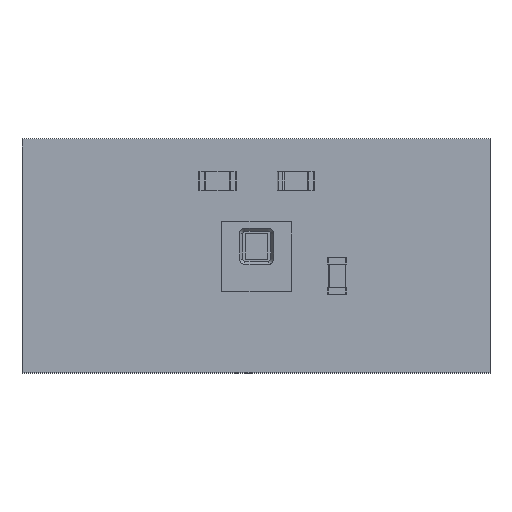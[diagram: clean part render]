
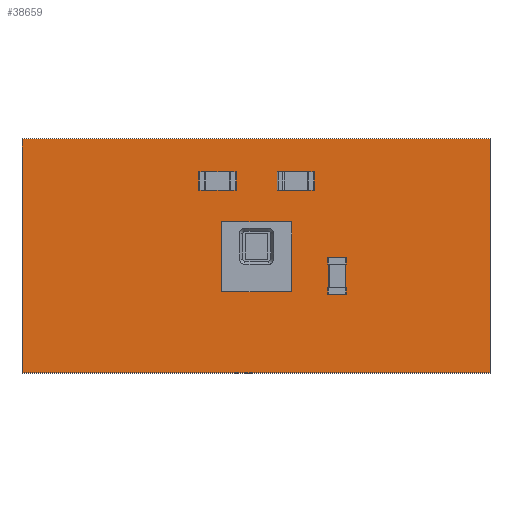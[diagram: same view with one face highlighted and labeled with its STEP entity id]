
A CAD part, top view. The second image highlights one B-rep face of the part: STEP entity #38659.
In plain terms, the highlighted planar face has unit normal (0, 0, 1).
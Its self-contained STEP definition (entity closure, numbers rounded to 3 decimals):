
#38345 = VERTEX_POINT('',#38346);
#38346 = CARTESIAN_POINT('',(154.026,-95.199,1.6));
#38353 = PLANE('',#38354);
#38354 = AXIS2_PLACEMENT_3D('',#38355,#38356,#38357);
#38355 = CARTESIAN_POINT('',(154.026,-95.199,0.));
#38356 = DIRECTION('',(0.,-1.,0.));
#38357 = DIRECTION('',(-1.,0.,0.));
#38365 = PLANE('',#38366);
#38366 = AXIS2_PLACEMENT_3D('',#38367,#38368,#38369);
#38367 = CARTESIAN_POINT('',(154.026,-85.166,0.));
#38368 = DIRECTION('',(1.,0.,0.));
#38369 = DIRECTION('',(0.,-1.,0.));
#38377 = EDGE_CURVE('',#38345,#38378,#38380,.T.);
#38378 = VERTEX_POINT('',#38379);
#38379 = CARTESIAN_POINT('',(133.96,-95.199,1.6));
#38380 = SURFACE_CURVE('',#38381,(#38385,#38392),.PCURVE_S1.);
#38381 = LINE('',#38382,#38383);
#38382 = CARTESIAN_POINT('',(154.026,-95.199,1.6));
#38383 = VECTOR('',#38384,1.);
#38384 = DIRECTION('',(-1.,0.,0.));
#38385 = PCURVE('',#38353,#38386);
#38386 = DEFINITIONAL_REPRESENTATION('',(#38387),#38391);
#38387 = LINE('',#38388,#38389);
#38388 = CARTESIAN_POINT('',(0.,-1.6));
#38389 = VECTOR('',#38390,1.);
#38390 = DIRECTION('',(1.,0.));
#38391 = ( GEOMETRIC_REPRESENTATION_CONTEXT(2) 
PARAMETRIC_REPRESENTATION_CONTEXT() REPRESENTATION_CONTEXT('2D SPACE',''
  ) );
#38392 = PCURVE('',#38393,#38398);
#38393 = PLANE('',#38394);
#38394 = AXIS2_PLACEMENT_3D('',#38395,#38396,#38397);
#38395 = CARTESIAN_POINT('',(143.993,-90.183,1.6));
#38396 = DIRECTION('',(0.,0.,-1.));
#38397 = DIRECTION('',(-1.,0.,0.));
#38398 = DEFINITIONAL_REPRESENTATION('',(#38399),#38403);
#38399 = LINE('',#38400,#38401);
#38400 = CARTESIAN_POINT('',(-10.033,-5.017));
#38401 = VECTOR('',#38402,1.);
#38402 = DIRECTION('',(1.,0.));
#38403 = ( GEOMETRIC_REPRESENTATION_CONTEXT(2) 
PARAMETRIC_REPRESENTATION_CONTEXT() REPRESENTATION_CONTEXT('2D SPACE',''
  ) );
#38421 = PLANE('',#38422);
#38422 = AXIS2_PLACEMENT_3D('',#38423,#38424,#38425);
#38423 = CARTESIAN_POINT('',(133.96,-95.199,0.));
#38424 = DIRECTION('',(-1.,0.,0.));
#38425 = DIRECTION('',(0.,1.,0.));
#38463 = EDGE_CURVE('',#38378,#38464,#38466,.T.);
#38464 = VERTEX_POINT('',#38465);
#38465 = CARTESIAN_POINT('',(133.96,-85.166,1.6));
#38466 = SURFACE_CURVE('',#38467,(#38471,#38478),.PCURVE_S1.);
#38467 = LINE('',#38468,#38469);
#38468 = CARTESIAN_POINT('',(133.96,-95.199,1.6));
#38469 = VECTOR('',#38470,1.);
#38470 = DIRECTION('',(0.,1.,0.));
#38471 = PCURVE('',#38421,#38472);
#38472 = DEFINITIONAL_REPRESENTATION('',(#38473),#38477);
#38473 = LINE('',#38474,#38475);
#38474 = CARTESIAN_POINT('',(0.,-1.6));
#38475 = VECTOR('',#38476,1.);
#38476 = DIRECTION('',(1.,0.));
#38477 = ( GEOMETRIC_REPRESENTATION_CONTEXT(2) 
PARAMETRIC_REPRESENTATION_CONTEXT() REPRESENTATION_CONTEXT('2D SPACE',''
  ) );
#38478 = PCURVE('',#38393,#38479);
#38479 = DEFINITIONAL_REPRESENTATION('',(#38480),#38484);
#38480 = LINE('',#38481,#38482);
#38481 = CARTESIAN_POINT('',(10.033,-5.017));
#38482 = VECTOR('',#38483,1.);
#38483 = DIRECTION('',(0.,1.));
#38484 = ( GEOMETRIC_REPRESENTATION_CONTEXT(2) 
PARAMETRIC_REPRESENTATION_CONTEXT() REPRESENTATION_CONTEXT('2D SPACE',''
  ) );
#38502 = PLANE('',#38503);
#38503 = AXIS2_PLACEMENT_3D('',#38504,#38505,#38506);
#38504 = CARTESIAN_POINT('',(133.96,-85.166,0.));
#38505 = DIRECTION('',(0.,1.,0.));
#38506 = DIRECTION('',(1.,0.,0.));
#38539 = EDGE_CURVE('',#38464,#38540,#38542,.T.);
#38540 = VERTEX_POINT('',#38541);
#38541 = CARTESIAN_POINT('',(154.026,-85.166,1.6));
#38542 = SURFACE_CURVE('',#38543,(#38547,#38554),.PCURVE_S1.);
#38543 = LINE('',#38544,#38545);
#38544 = CARTESIAN_POINT('',(133.96,-85.166,1.6));
#38545 = VECTOR('',#38546,1.);
#38546 = DIRECTION('',(1.,0.,0.));
#38547 = PCURVE('',#38502,#38548);
#38548 = DEFINITIONAL_REPRESENTATION('',(#38549),#38553);
#38549 = LINE('',#38550,#38551);
#38550 = CARTESIAN_POINT('',(0.,-1.6));
#38551 = VECTOR('',#38552,1.);
#38552 = DIRECTION('',(1.,0.));
#38553 = ( GEOMETRIC_REPRESENTATION_CONTEXT(2) 
PARAMETRIC_REPRESENTATION_CONTEXT() REPRESENTATION_CONTEXT('2D SPACE',''
  ) );
#38554 = PCURVE('',#38393,#38555);
#38555 = DEFINITIONAL_REPRESENTATION('',(#38556),#38560);
#38556 = LINE('',#38557,#38558);
#38557 = CARTESIAN_POINT('',(10.033,5.017));
#38558 = VECTOR('',#38559,1.);
#38559 = DIRECTION('',(-1.,0.));
#38560 = ( GEOMETRIC_REPRESENTATION_CONTEXT(2) 
PARAMETRIC_REPRESENTATION_CONTEXT() REPRESENTATION_CONTEXT('2D SPACE',''
  ) );
#38610 = EDGE_CURVE('',#38540,#38345,#38611,.T.);
#38611 = SURFACE_CURVE('',#38612,(#38616,#38623),.PCURVE_S1.);
#38612 = LINE('',#38613,#38614);
#38613 = CARTESIAN_POINT('',(154.026,-85.166,1.6));
#38614 = VECTOR('',#38615,1.);
#38615 = DIRECTION('',(0.,-1.,0.));
#38616 = PCURVE('',#38365,#38617);
#38617 = DEFINITIONAL_REPRESENTATION('',(#38618),#38622);
#38618 = LINE('',#38619,#38620);
#38619 = CARTESIAN_POINT('',(0.,-1.6));
#38620 = VECTOR('',#38621,1.);
#38621 = DIRECTION('',(1.,0.));
#38622 = ( GEOMETRIC_REPRESENTATION_CONTEXT(2) 
PARAMETRIC_REPRESENTATION_CONTEXT() REPRESENTATION_CONTEXT('2D SPACE',''
  ) );
#38623 = PCURVE('',#38393,#38624);
#38624 = DEFINITIONAL_REPRESENTATION('',(#38625),#38629);
#38625 = LINE('',#38626,#38627);
#38626 = CARTESIAN_POINT('',(-10.033,5.017));
#38627 = VECTOR('',#38628,1.);
#38628 = DIRECTION('',(0.,-1.));
#38629 = ( GEOMETRIC_REPRESENTATION_CONTEXT(2) 
PARAMETRIC_REPRESENTATION_CONTEXT() REPRESENTATION_CONTEXT('2D SPACE',''
  ) );
#38659 = ADVANCED_FACE('',(#38660),#38393,.F.);
#38660 = FACE_BOUND('',#38661,.F.);
#38661 = EDGE_LOOP('',(#38662,#38663,#38664,#38665));
#38662 = ORIENTED_EDGE('',*,*,#38377,.T.);
#38663 = ORIENTED_EDGE('',*,*,#38463,.T.);
#38664 = ORIENTED_EDGE('',*,*,#38539,.T.);
#38665 = ORIENTED_EDGE('',*,*,#38610,.T.);
